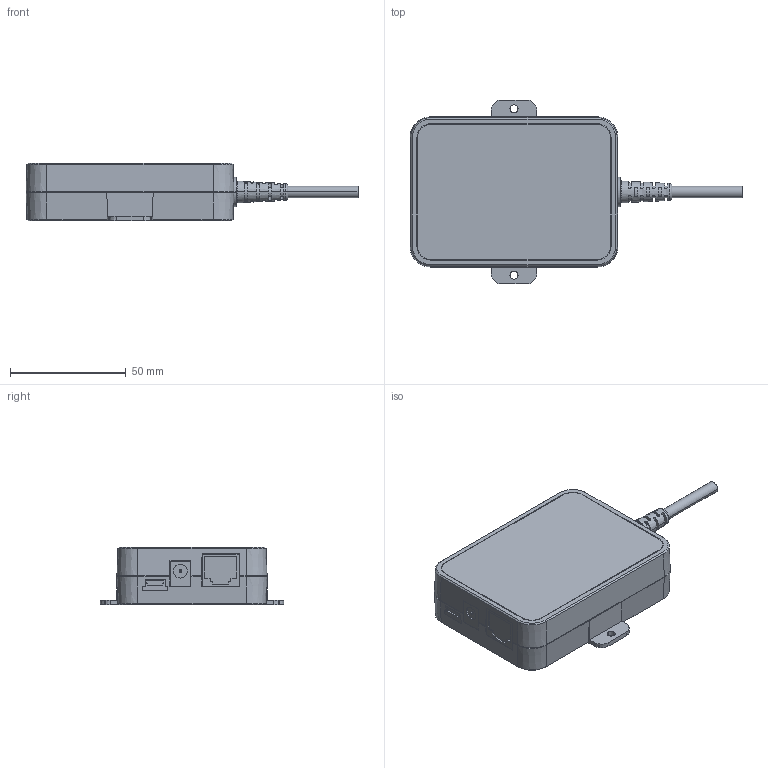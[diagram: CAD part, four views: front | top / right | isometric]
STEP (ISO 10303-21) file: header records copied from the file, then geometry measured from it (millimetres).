
FILE_DESCRIPTION((''),'2;1');
FILE_NAME('PRT0001','2018-09-05T15:41:18',('Administrator'),(''),'CREO PARAMETRIC BY PTC INC, 2016510','CREO PARAMETRIC BY PTC INC, 2016510','');
FILE_SCHEMA(('CONFIG_CONTROL_DESIGN'));
Length unit declared in the file: millimetre
Products named in the file (1): PRT0001
Bounding box: 143.68 x 79.56 x 25 mm (x, y, z)
Volume: 144857.7 mm3; surface area: 21322.3 mm2
Topology: 1 solids, 3 shells, 303 faces, 807 edges, 533 vertices
Faces by surface type: plane 183, cylinder 68, cone 48, bspline 2, torus 2
Entity records: 10241 total; most frequent: CARTESIAN_POINT 2588, ORIENTED_EDGE 1614, DIRECTION 1548, EDGE_CURVE 807, VERTEX_POINT 533, AXIS2_PLACEMENT_3D 518, VECTOR 512, LINE 512
